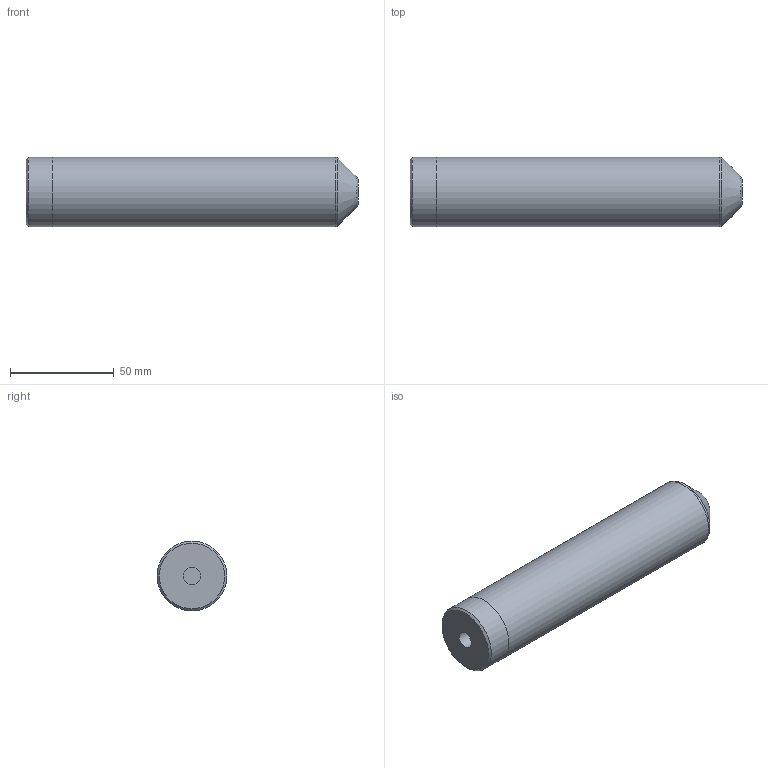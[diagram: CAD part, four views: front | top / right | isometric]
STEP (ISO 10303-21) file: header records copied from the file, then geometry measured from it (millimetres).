
FILE_DESCRIPTION(/* description */ (''),/* implementation_level */ '2;1');
FILE_NAME(/* name */ 'TRSP341600 - Customer.stp',/* time_stamp */ '2014-06-16T13:14:57+02:00',/* author */ ('bs'),/* organization */ (''),/* preprocessor_version */ 'ST-DEVELOPER v15.2',/* originating_system */ 'Autodesk Inventor 2014',/* authorisation */ '');
FILE_SCHEMA (('AUTOMOTIVE_DESIGN { 1 0 10303 214 3 1 1 }'));
Length unit declared in the file: millimetre
Products named in the file (1): TRSP341600 - Customer
Bounding box: 160 x 33.6 x 33.6 mm (x, y, z)
Volume: 38699.9 mm3; surface area: 35115.3 mm2
Topology: 1 solids, 1 shells, 18 faces, 32 edges, 20 vertices
Faces by surface type: cylinder 7, plane 6, cone 4, torus 1
Full cylindrical faces by diameter (mm): 8.376 x1, 31.9 x2, 32 x1, 33.6 x3
Entity records: 420 total; most frequent: DIRECTION 76, CARTESIAN_POINT 57, ORIENTED_EDGE 38, AXIS2_PLACEMENT_3D 38, EDGE_LOOP 34, FACE_BOUND 19, CIRCLE 19, VERTEX_POINT 19
